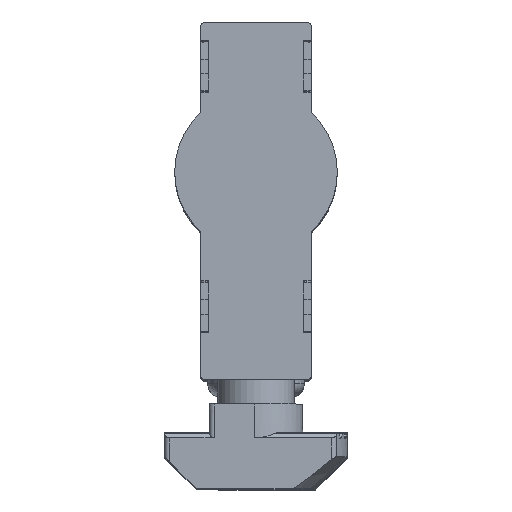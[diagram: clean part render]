
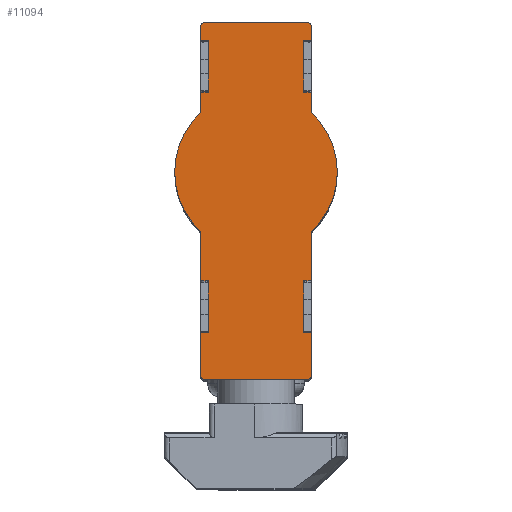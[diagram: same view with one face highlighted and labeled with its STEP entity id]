
A CAD part, top view. The second image highlights one B-rep face of the part: STEP entity #11094.
In plain terms, the highlighted planar face has unit normal (0, 0, 1).
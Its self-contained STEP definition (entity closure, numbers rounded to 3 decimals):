
#394=PLANE('',#12052);
#805=CIRCLE('',#12032,8.45);
#811=CIRCLE('',#12048,8.45);
#813=CIRCLE('',#12053,0.5);
#814=CIRCLE('',#12054,0.5);
#815=CIRCLE('',#12055,0.5);
#816=CIRCLE('',#12056,0.5);
#1287=LINE('',#22551,#2225);
#1301=LINE('',#22580,#2239);
#1317=LINE('',#22613,#2255);
#1333=LINE('',#22646,#2271);
#1408=LINE('',#22816,#2346);
#1411=LINE('',#22822,#2349);
#1414=LINE('',#22830,#2352);
#1416=LINE('',#22835,#2354);
#1420=LINE('',#22843,#2358);
#1422=LINE('',#22849,#2360);
#1425=LINE('',#22855,#2363);
#1429=LINE('',#22867,#2367);
#1430=LINE('',#22870,#2368);
#1432=LINE('',#22876,#2370);
#1435=LINE('',#22882,#2373);
#1436=LINE('',#22886,#2374);
#1440=LINE('',#22895,#2378);
#1444=LINE('',#22903,#2382);
#1446=LINE('',#22909,#2384);
#1449=LINE('',#22915,#2387);
#1453=LINE('',#22927,#2391);
#1454=LINE('',#22930,#2392);
#2225=VECTOR('',#14053,1000.);
#2239=VECTOR('',#14073,1000.);
#2255=VECTOR('',#14095,1000.);
#2271=VECTOR('',#14117,1000.);
#2346=VECTOR('',#14234,1000.);
#2349=VECTOR('',#14239,1000.);
#2352=VECTOR('',#14244,1000.);
#2354=VECTOR('',#14248,1000.);
#2358=VECTOR('',#14256,1000.);
#2360=VECTOR('',#14262,1000.);
#2363=VECTOR('',#14267,1000.);
#2367=VECTOR('',#14279,1000.);
#2368=VECTOR('',#14284,1000.);
#2370=VECTOR('',#14290,1000.);
#2373=VECTOR('',#14295,1000.);
#2374=VECTOR('',#14298,1000.);
#2378=VECTOR('',#14304,1000.);
#2382=VECTOR('',#14312,1000.);
#2384=VECTOR('',#14318,1000.);
#2387=VECTOR('',#14323,1000.);
#2391=VECTOR('',#14335,1000.);
#2392=VECTOR('',#14340,1000.);
#3343=FACE_OUTER_BOUND('',#3978,.T.);
#3978=EDGE_LOOP('',(#8842,#8843,#8844,#8845,#8846,#8847,#8848,#8849,#8850,
#8851,#8852,#8853,#8854,#8855,#8856,#8857,#8858,#8859,#8860,#8861,#8862,
#8863,#8864,#8865,#8866,#8867,#8868,#8869));
#4912=VERTEX_POINT('',#22548);
#4913=VERTEX_POINT('',#22550);
#4924=VERTEX_POINT('',#22577);
#4925=VERTEX_POINT('',#22579);
#4938=VERTEX_POINT('',#22610);
#4939=VERTEX_POINT('',#22612);
#4952=VERTEX_POINT('',#22643);
#4953=VERTEX_POINT('',#22645);
#5027=VERTEX_POINT('',#22814);
#5029=VERTEX_POINT('',#22820);
#5032=VERTEX_POINT('',#22827);
#5033=VERTEX_POINT('',#22829);
#5034=VERTEX_POINT('',#22833);
#5035=VERTEX_POINT('',#22834);
#5039=VERTEX_POINT('',#22847);
#5041=VERTEX_POINT('',#22853);
#5043=VERTEX_POINT('',#22859);
#5045=VERTEX_POINT('',#22865);
#5047=VERTEX_POINT('',#22874);
#5049=VERTEX_POINT('',#22880);
#5050=VERTEX_POINT('',#22884);
#5051=VERTEX_POINT('',#22885);
#5054=VERTEX_POINT('',#22893);
#5055=VERTEX_POINT('',#22894);
#5059=VERTEX_POINT('',#22907);
#5061=VERTEX_POINT('',#22913);
#5063=VERTEX_POINT('',#22919);
#5065=VERTEX_POINT('',#22925);
#6200=EDGE_CURVE('',#4913,#4912,#1287,.T.);
#6214=EDGE_CURVE('',#4925,#4924,#1301,.T.);
#6230=EDGE_CURVE('',#4939,#4938,#1317,.T.);
#6246=EDGE_CURVE('',#4953,#4952,#1333,.T.);
#6336=EDGE_CURVE('',#4952,#5027,#1408,.T.);
#6339=EDGE_CURVE('',#5027,#5029,#1411,.T.);
#6342=EDGE_CURVE('',#5033,#5032,#1414,.T.);
#6344=EDGE_CURVE('',#5034,#5035,#1416,.T.);
#6349=EDGE_CURVE('',#5035,#4939,#1420,.T.);
#6352=EDGE_CURVE('',#4938,#5039,#1422,.T.);
#6355=EDGE_CURVE('',#5039,#5041,#1425,.T.);
#6358=EDGE_CURVE('',#5041,#5043,#805,.T.);
#6361=EDGE_CURVE('',#5043,#5045,#1429,.T.);
#6363=EDGE_CURVE('',#5045,#4925,#1430,.T.);
#6366=EDGE_CURVE('',#4924,#5047,#1432,.T.);
#6369=EDGE_CURVE('',#5047,#5049,#1435,.T.);
#6370=EDGE_CURVE('',#5050,#5051,#1436,.T.);
#6374=EDGE_CURVE('',#5054,#5055,#1440,.T.);
#6379=EDGE_CURVE('',#5055,#4913,#1444,.T.);
#6382=EDGE_CURVE('',#4912,#5059,#1446,.T.);
#6385=EDGE_CURVE('',#5059,#5061,#1449,.T.);
#6388=EDGE_CURVE('',#5061,#5063,#811,.T.);
#6391=EDGE_CURVE('',#5063,#5065,#1453,.T.);
#6393=EDGE_CURVE('',#5065,#4953,#1454,.T.);
#6394=EDGE_CURVE('',#5049,#5050,#813,.T.);
#6395=EDGE_CURVE('',#5051,#5054,#814,.T.);
#6396=EDGE_CURVE('',#5029,#5033,#815,.T.);
#6397=EDGE_CURVE('',#5032,#5034,#816,.T.);
#8842=ORIENTED_EDGE('',*,*,#6369,.T.);
#8843=ORIENTED_EDGE('',*,*,#6394,.T.);
#8844=ORIENTED_EDGE('',*,*,#6370,.T.);
#8845=ORIENTED_EDGE('',*,*,#6395,.T.);
#8846=ORIENTED_EDGE('',*,*,#6374,.T.);
#8847=ORIENTED_EDGE('',*,*,#6379,.T.);
#8848=ORIENTED_EDGE('',*,*,#6200,.T.);
#8849=ORIENTED_EDGE('',*,*,#6382,.T.);
#8850=ORIENTED_EDGE('',*,*,#6385,.T.);
#8851=ORIENTED_EDGE('',*,*,#6388,.T.);
#8852=ORIENTED_EDGE('',*,*,#6391,.T.);
#8853=ORIENTED_EDGE('',*,*,#6393,.T.);
#8854=ORIENTED_EDGE('',*,*,#6246,.T.);
#8855=ORIENTED_EDGE('',*,*,#6336,.T.);
#8856=ORIENTED_EDGE('',*,*,#6339,.T.);
#8857=ORIENTED_EDGE('',*,*,#6396,.T.);
#8858=ORIENTED_EDGE('',*,*,#6342,.T.);
#8859=ORIENTED_EDGE('',*,*,#6397,.T.);
#8860=ORIENTED_EDGE('',*,*,#6344,.T.);
#8861=ORIENTED_EDGE('',*,*,#6349,.T.);
#8862=ORIENTED_EDGE('',*,*,#6230,.T.);
#8863=ORIENTED_EDGE('',*,*,#6352,.T.);
#8864=ORIENTED_EDGE('',*,*,#6355,.T.);
#8865=ORIENTED_EDGE('',*,*,#6358,.T.);
#8866=ORIENTED_EDGE('',*,*,#6361,.T.);
#8867=ORIENTED_EDGE('',*,*,#6363,.T.);
#8868=ORIENTED_EDGE('',*,*,#6214,.T.);
#8869=ORIENTED_EDGE('',*,*,#6366,.T.);
#11094=ADVANCED_FACE('',(#3343),#394,.T.);
#12032=AXIS2_PLACEMENT_3D('',#22861,#14273,#14274);
#12048=AXIS2_PLACEMENT_3D('',#22921,#14329,#14330);
#12052=AXIS2_PLACEMENT_3D('',#22931,#14341,#14342);
#12053=AXIS2_PLACEMENT_3D('',#22932,#14343,#14344);
#12054=AXIS2_PLACEMENT_3D('',#22933,#14345,#14346);
#12055=AXIS2_PLACEMENT_3D('',#22934,#14347,#14348);
#12056=AXIS2_PLACEMENT_3D('',#22935,#14349,#14350);
#14053=DIRECTION('',(0.,-1.,0.));
#14073=DIRECTION('',(0.,1.,0.));
#14095=DIRECTION('',(0.,1.,0.));
#14117=DIRECTION('',(0.,-1.,0.));
#14234=DIRECTION('',(-1.,0.,0.));
#14239=DIRECTION('',(0.,-1.,0.));
#14244=DIRECTION('',(1.,0.,0.));
#14248=DIRECTION('',(0.,1.,0.));
#14256=DIRECTION('',(-1.,0.,0.));
#14262=DIRECTION('',(1.,0.,0.));
#14267=DIRECTION('',(0.,1.,0.));
#14273=DIRECTION('center_axis',(0.,0.,1.));
#14274=DIRECTION('ref_axis',(0.,1.,0.));
#14279=DIRECTION('',(0.,1.,0.));
#14284=DIRECTION('',(-1.,0.,0.));
#14290=DIRECTION('',(1.,0.,0.));
#14295=DIRECTION('',(0.,1.,0.));
#14298=DIRECTION('',(-1.,0.,0.));
#14304=DIRECTION('',(0.,-1.,0.));
#14312=DIRECTION('',(1.,0.,0.));
#14318=DIRECTION('',(-1.,0.,0.));
#14323=DIRECTION('',(0.,-1.,0.));
#14329=DIRECTION('center_axis',(0.,0.,1.));
#14330=DIRECTION('ref_axis',(0.,1.,0.));
#14335=DIRECTION('',(0.,-1.,0.));
#14340=DIRECTION('',(1.,0.,0.));
#14341=DIRECTION('center_axis',(0.,0.,1.));
#14342=DIRECTION('ref_axis',(0.,1.,0.));
#14343=DIRECTION('center_axis',(0.,0.,1.));
#14344=DIRECTION('ref_axis',(0.,1.,0.));
#14345=DIRECTION('center_axis',(0.,0.,1.));
#14346=DIRECTION('ref_axis',(0.,1.,0.));
#14347=DIRECTION('center_axis',(0.,0.,1.));
#14348=DIRECTION('ref_axis',(0.,1.,0.));
#14349=DIRECTION('center_axis',(0.,0.,1.));
#14350=DIRECTION('ref_axis',(0.,1.,0.));
#22548=CARTESIAN_POINT('',(-4.95,8.3,44.9));
#22550=CARTESIAN_POINT('',(-4.95,13.7,44.9));
#22551=CARTESIAN_POINT('',(-4.95,8.3,44.9));
#22577=CARTESIAN_POINT('',(4.95,13.7,44.9));
#22579=CARTESIAN_POINT('',(4.95,8.3,44.9));
#22580=CARTESIAN_POINT('',(4.95,8.3,44.9));
#22610=CARTESIAN_POINT('',(4.95,-11.3,44.9));
#22612=CARTESIAN_POINT('',(4.95,-16.7,44.9));
#22613=CARTESIAN_POINT('',(4.95,-16.7,44.9));
#22643=CARTESIAN_POINT('',(-4.95,-16.7,44.9));
#22645=CARTESIAN_POINT('',(-4.95,-11.3,44.9));
#22646=CARTESIAN_POINT('',(-4.95,-16.7,44.9));
#22814=CARTESIAN_POINT('',(-5.75,-16.7,44.9));
#22816=CARTESIAN_POINT('',(-5.75,-16.7,44.9));
#22820=CARTESIAN_POINT('',(-5.75,-21.1,44.9));
#22822=CARTESIAN_POINT('',(-5.75,-21.6,44.9));
#22827=CARTESIAN_POINT('',(5.25,-21.6,44.9));
#22829=CARTESIAN_POINT('',(-5.25,-21.6,44.9));
#22830=CARTESIAN_POINT('',(-5.75,-21.6,44.9));
#22833=CARTESIAN_POINT('',(5.75,-21.1,44.9));
#22834=CARTESIAN_POINT('',(5.75,-16.7,44.9));
#22835=CARTESIAN_POINT('',(5.75,-21.6,44.9));
#22843=CARTESIAN_POINT('',(4.95,-16.7,44.9));
#22847=CARTESIAN_POINT('',(5.75,-11.3,44.9));
#22849=CARTESIAN_POINT('',(4.95,-11.3,44.9));
#22853=CARTESIAN_POINT('',(5.75,-6.192,44.9));
#22855=CARTESIAN_POINT('',(5.75,-11.3,44.9));
#22859=CARTESIAN_POINT('',(5.75,6.192,44.9));
#22861=CARTESIAN_POINT('Origin',(0.,0.,44.9));
#22865=CARTESIAN_POINT('',(5.75,8.3,44.9));
#22867=CARTESIAN_POINT('',(5.75,6.192,44.9));
#22870=CARTESIAN_POINT('',(4.95,8.3,44.9));
#22874=CARTESIAN_POINT('',(5.75,13.7,44.9));
#22876=CARTESIAN_POINT('',(4.95,13.7,44.9));
#22880=CARTESIAN_POINT('',(5.75,15.1,44.9));
#22882=CARTESIAN_POINT('',(5.75,13.7,44.9));
#22884=CARTESIAN_POINT('',(5.25,15.6,44.9));
#22885=CARTESIAN_POINT('',(-5.25,15.6,44.9));
#22886=CARTESIAN_POINT('',(-5.75,15.6,44.9));
#22893=CARTESIAN_POINT('',(-5.75,15.1,44.9));
#22894=CARTESIAN_POINT('',(-5.75,13.7,44.9));
#22895=CARTESIAN_POINT('',(-5.75,13.7,44.9));
#22903=CARTESIAN_POINT('',(-5.75,13.7,44.9));
#22907=CARTESIAN_POINT('',(-5.75,8.3,44.9));
#22909=CARTESIAN_POINT('',(-5.75,8.3,44.9));
#22913=CARTESIAN_POINT('',(-5.75,6.192,44.9));
#22915=CARTESIAN_POINT('',(-5.75,6.192,44.9));
#22919=CARTESIAN_POINT('',(-5.75,-6.192,44.9));
#22921=CARTESIAN_POINT('Origin',(0.,0.,44.9));
#22925=CARTESIAN_POINT('',(-5.75,-11.3,44.9));
#22927=CARTESIAN_POINT('',(-5.75,-11.3,44.9));
#22930=CARTESIAN_POINT('',(-5.75,-11.3,44.9));
#22931=CARTESIAN_POINT('Origin',(0.,0.,44.9));
#22932=CARTESIAN_POINT('Origin',(5.25,15.1,44.9));
#22933=CARTESIAN_POINT('Origin',(-5.25,15.1,44.9));
#22934=CARTESIAN_POINT('Origin',(-5.25,-21.1,44.9));
#22935=CARTESIAN_POINT('Origin',(5.25,-21.1,44.9));
